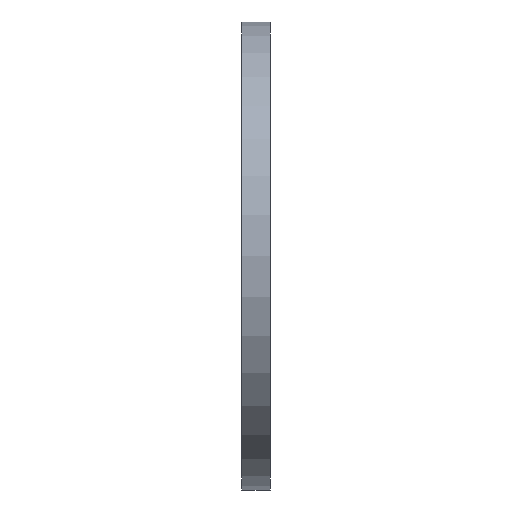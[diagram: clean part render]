
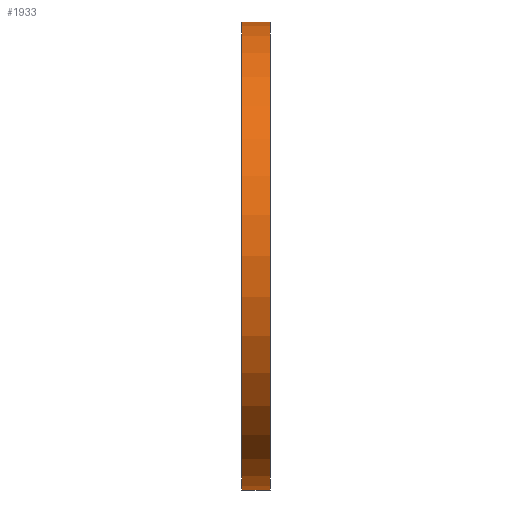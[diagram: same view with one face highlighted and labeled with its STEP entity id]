
A CAD part, left-side view. The second image highlights one B-rep face of the part: STEP entity #1933.
In plain terms, the highlighted cylindrical face has radius 50 mm (diameter 100 mm), a partial arc.
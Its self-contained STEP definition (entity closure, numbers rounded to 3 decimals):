
#260 = CIRCLE ( 'NONE', #5781, 50. ) ;
#861 = CARTESIAN_POINT ( 'NONE',  ( 0., 6., 0. ) ) ;
#887 = ORIENTED_EDGE ( 'NONE', *, *, #4877, .T. ) ;
#905 = DIRECTION ( 'NONE',  ( 0., -1., 0. ) ) ;
#974 = DIRECTION ( 'NONE',  ( 0., 0., 1. ) ) ;
#1933 = ADVANCED_FACE ( 'NONE', ( #6902 ), #6360, .T. ) ;
#1999 = ORIENTED_EDGE ( 'NONE', *, *, #9818, .T. ) ;
#2411 = DIRECTION ( 'NONE',  ( 0., -1., 0. ) ) ;
#2453 = CARTESIAN_POINT ( 'NONE',  ( 0., 6., 50. ) ) ;
#2471 = CARTESIAN_POINT ( 'NONE',  ( 0., 6., 0. ) ) ;
#2800 = CARTESIAN_POINT ( 'NONE',  ( 0., 6., -50. ) ) ;
#3953 = CARTESIAN_POINT ( 'NONE',  ( 0., 0., -50. ) ) ;
#4030 = EDGE_CURVE ( 'NONE', #5498, #8833, #4382, .T. ) ;
#4275 = VERTEX_POINT ( 'NONE', #3953 ) ;
#4336 = CARTESIAN_POINT ( 'NONE',  ( 0., 6., -50. ) ) ;
#4382 = CIRCLE ( 'NONE', #7286, 50. ) ;
#4877 = EDGE_CURVE ( 'NONE', #5498, #4275, #6307, .T. ) ;
#5249 = DIRECTION ( 'NONE',  ( 0., 0., -1. ) ) ;
#5498 = VERTEX_POINT ( 'NONE', #2800 ) ;
#5633 = DIRECTION ( 'NONE',  ( 0., 1., 0. ) ) ;
#5781 = AXIS2_PLACEMENT_3D ( 'NONE', #10729, #5633, #974 ) ;
#6307 = LINE ( 'NONE', #4336, #11139 ) ;
#6360 = CYLINDRICAL_SURFACE ( 'NONE', #9835, 50. ) ;
#6475 = EDGE_LOOP ( 'NONE', ( #8342, #10187, #887, #1999 ) ) ;
#6902 = FACE_OUTER_BOUND ( 'NONE', #6475, .T. ) ;
#7286 = AXIS2_PLACEMENT_3D ( 'NONE', #2471, #8635, #7736 ) ;
#7736 = DIRECTION ( 'NONE',  ( 0., 0., 1. ) ) ;
#8026 = CARTESIAN_POINT ( 'NONE',  ( 0., 0., 50. ) ) ;
#8342 = ORIENTED_EDGE ( 'NONE', *, *, #10876, .F. ) ;
#8635 = DIRECTION ( 'NONE',  ( 0., 1., 0. ) ) ;
#8833 = VERTEX_POINT ( 'NONE', #2453 ) ;
#9121 = VECTOR ( 'NONE', #2411, 1000. ) ;
#9394 = LINE ( 'NONE', #11312, #9121 ) ;
#9818 = EDGE_CURVE ( 'NONE', #4275, #9830, #260, .T. ) ;
#9830 = VERTEX_POINT ( 'NONE', #8026 ) ;
#9835 = AXIS2_PLACEMENT_3D ( 'NONE', #861, #10542, #5249 ) ;
#10187 = ORIENTED_EDGE ( 'NONE', *, *, #4030, .F. ) ;
#10542 = DIRECTION ( 'NONE',  ( 0., -1., 0. ) ) ;
#10729 = CARTESIAN_POINT ( 'NONE',  ( 0., 0., 0. ) ) ;
#10876 = EDGE_CURVE ( 'NONE', #8833, #9830, #9394, .T. ) ;
#11139 = VECTOR ( 'NONE', #905, 1000. ) ;
#11312 = CARTESIAN_POINT ( 'NONE',  ( 0., 6., 50. ) ) ;
